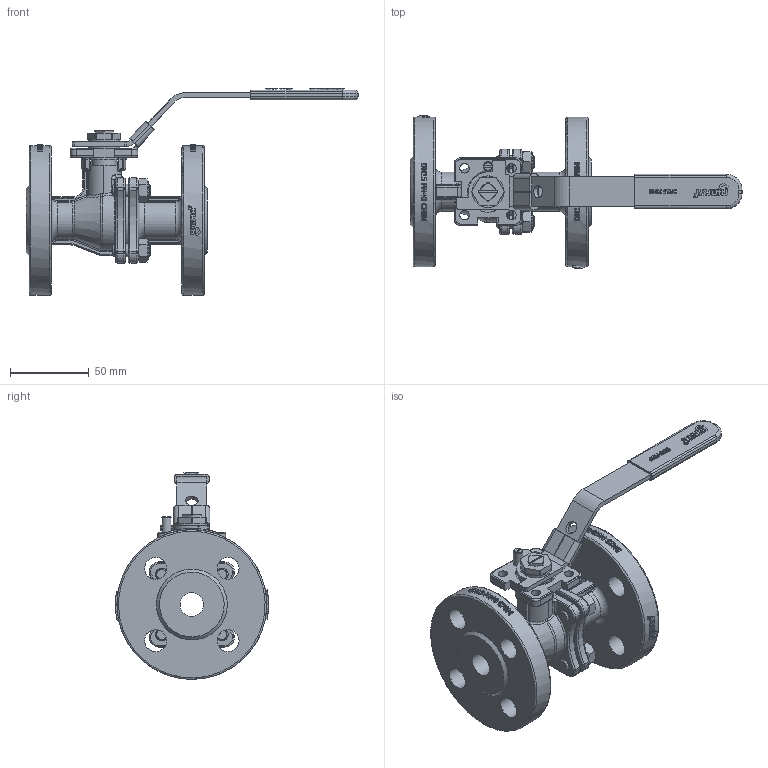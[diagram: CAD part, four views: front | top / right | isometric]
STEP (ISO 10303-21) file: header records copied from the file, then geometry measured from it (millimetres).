
FILE_DESCRIPTION(('HOOPS Exchange Step'),'2;1');
FILE_NAME('FK0600_DN15.stp','2025-08-04T13:18:59+02:00',('nieru'),('Unknown organisation'),'HOOPS Exchange 2024.2','HOOPS Exchange','Unknown authorisation');
FILE_SCHEMA( ('AP203_CONFIGURATION_CONTROLLED_3D_DESIGN_OF_MECHANICAL_PARTS_AND_ASSEMBLIES_MIM_LF') );
Length unit declared in the file: millimetre
Products named in the file (2): 0; root
Assembly tree (1 placements, depth 2):
  root
    0
Bounding box: 210.7 x 97.15 x 131.2 mm (x, y, z)
Volume: 290132.1 mm3; surface area: 81599.6 mm2
Topology: 1 solids, 1 shells, 1706 faces, 4656 edges, 3032 vertices
Faces by surface type: plane 640, bspline 565, cylinder 388, torus 80, cone 23, sphere 10
Full cylindrical faces by diameter (mm): 4.134 x1, 6 x5, 8 x13, 8.5 x4, 12.5 x2, 14 x8, 15 x1, 16 x1, 20 x3, 22 x1, 26 x1, 40 x1, 95 x2
Entity records: 112777 total; most frequent: CARTESIAN_POINT 75393, ORIENTED_EDGE 9308, DIRECTION 5168, EDGE_CURVE 4654, VERTEX_POINT 3032, B_SPLINE_CURVE_WITH_KNOTS 2222, EDGE_LOOP 1850, FACE_BOUND 1850
